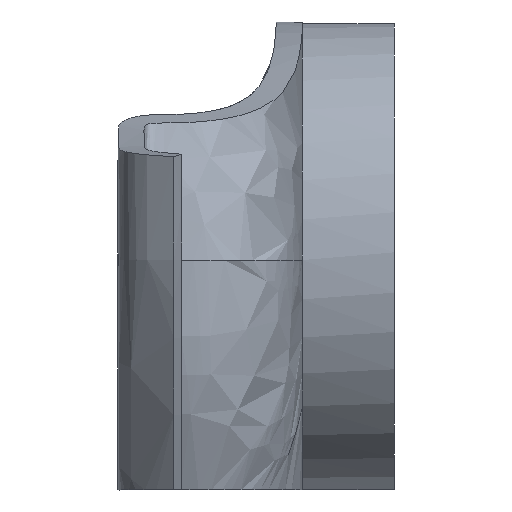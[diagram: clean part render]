
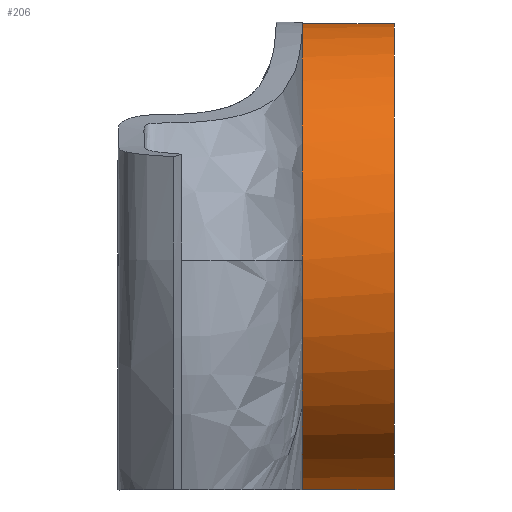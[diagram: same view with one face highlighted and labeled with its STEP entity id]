
A CAD part, left-side view. The second image highlights one B-rep face of the part: STEP entity #206.
In plain terms, the highlighted cylindrical face has radius 18 mm (diameter 36 mm), a partial arc.
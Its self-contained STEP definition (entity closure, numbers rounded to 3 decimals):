
#23=CIRCLE('',#233,18.);
#24=CIRCLE('',#235,18.);
#25=CIRCLE('',#236,18.);
#30=CYLINDRICAL_SURFACE('',#234,18.);
#40=FACE_OUTER_BOUND('',#53,.T.);
#53=EDGE_LOOP('',(#166,#167,#168,#169,#170));
#63=LINE('',#322,#68);
#65=LINE('',#326,#70);
#68=VECTOR('',#246,10.);
#70=VECTOR('',#248,10.);
#87=VERTEX_POINT('',#283);
#89=VERTEX_POINT('',#321);
#90=VERTEX_POINT('',#323);
#91=VERTEX_POINT('',#325);
#103=VERTEX_POINT('',#675);
#108=EDGE_CURVE('',#89,#87,#63,.T.);
#110=EDGE_CURVE('',#91,#90,#65,.T.);
#126=EDGE_CURVE('',#90,#89,#23,.T.);
#129=EDGE_CURVE('',#103,#87,#24,.T.);
#130=EDGE_CURVE('',#91,#103,#25,.T.);
#166=ORIENTED_EDGE('',*,*,#110,.T.);
#167=ORIENTED_EDGE('',*,*,#126,.T.);
#168=ORIENTED_EDGE('',*,*,#108,.T.);
#169=ORIENTED_EDGE('',*,*,#129,.F.);
#170=ORIENTED_EDGE('',*,*,#130,.F.);
#206=ADVANCED_FACE('',(#40),#30,.T.);
#233=AXIS2_PLACEMENT_3D('',#503,#262,#263);
#234=AXIS2_PLACEMENT_3D('',#674,#264,#265);
#235=AXIS2_PLACEMENT_3D('',#676,#266,#267);
#236=AXIS2_PLACEMENT_3D('',#677,#268,#269);
#246=DIRECTION('',(0.,1.,0.));
#248=DIRECTION('',(0.,-1.,0.));
#262=DIRECTION('center_axis',(0.,1.,0.));
#263=DIRECTION('ref_axis',(1.,0.,0.));
#264=DIRECTION('center_axis',(0.,1.,0.));
#265=DIRECTION('ref_axis',(0.,0.,1.));
#266=DIRECTION('center_axis',(0.,1.,0.));
#267=DIRECTION('ref_axis',(1.,0.,0.));
#268=DIRECTION('center_axis',(0.,1.,0.));
#269=DIRECTION('ref_axis',(1.,0.,0.));
#283=CARTESIAN_POINT('',(4.213,7.,-17.5));
#321=CARTESIAN_POINT('',(4.213,0.,-17.5));
#322=CARTESIAN_POINT('',(4.213,3.5,-17.5));
#323=CARTESIAN_POINT('',(-4.213,0.,-17.5));
#325=CARTESIAN_POINT('',(-4.213,7.,-17.5));
#326=CARTESIAN_POINT('',(-4.213,3.5,-17.5));
#503=CARTESIAN_POINT('Origin',(0.,0.,0.));
#674=CARTESIAN_POINT('Origin',(0.,3.5,0.));
#675=CARTESIAN_POINT('',(-18.,7.,0.));
#676=CARTESIAN_POINT('Origin',(0.,7.,0.));
#677=CARTESIAN_POINT('Origin',(0.,7.,0.));
